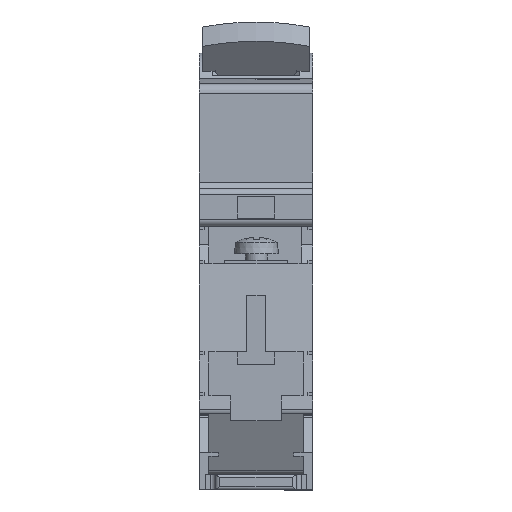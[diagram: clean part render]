
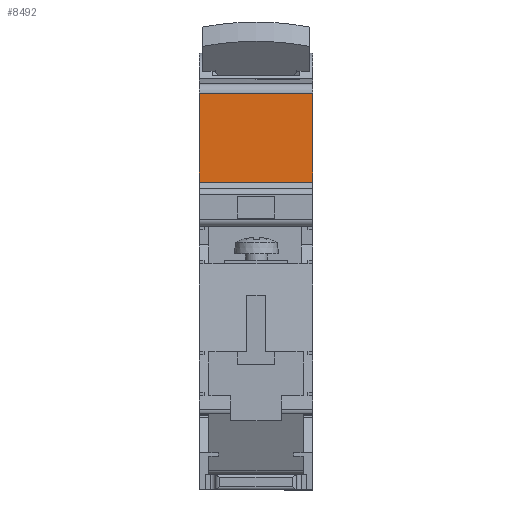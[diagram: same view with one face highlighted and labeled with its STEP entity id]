
A CAD part, front view. The second image highlights one B-rep face of the part: STEP entity #8492.
In plain terms, the highlighted face is planar.
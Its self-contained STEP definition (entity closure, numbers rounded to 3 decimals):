
#255=DIRECTION('',(0.,0.,-1.));
#256=VECTOR('',#255,14.126);
#257=CARTESIAN_POINT('',(-22.5,9.,63.126));
#258=LINE('',#257,#256);
#2500=DIRECTION('',(0.,1.,0.));
#2501=VECTOR('',#2500,18.);
#2502=CARTESIAN_POINT('',(-22.5,-9.,63.126));
#2503=LINE('',#2502,#2501);
#2507=DIRECTION('',(0.,0.,-1.));
#2508=VECTOR('',#2507,14.126);
#2509=CARTESIAN_POINT('',(-22.5,-9.,63.126));
#2510=LINE('',#2509,#2508);
#2514=DIRECTION('',(0.,-1.,0.));
#2515=VECTOR('',#2514,18.);
#2516=CARTESIAN_POINT('',(-22.5,9.,49.));
#2517=LINE('',#2516,#2515);
#5345=CARTESIAN_POINT('',(-22.5,9.,63.126));
#5346=VERTEX_POINT('',#5345);
#5347=CARTESIAN_POINT('',(-22.5,9.,49.));
#5348=VERTEX_POINT('',#5347);
#5541=CARTESIAN_POINT('',(-22.5,-9.,49.));
#5542=VERTEX_POINT('',#5541);
#5543=CARTESIAN_POINT('',(-22.5,-9.,63.126));
#5544=VERTEX_POINT('',#5543);
#8480=CARTESIAN_POINT('',(-22.5,-9.,64.5));
#8481=DIRECTION('',(-1.,0.,0.));
#8482=DIRECTION('',(0.,0.,1.));
#8483=AXIS2_PLACEMENT_3D('',#8480,#8481,#8482);
#8484=PLANE('',#8483);
#8485=ORIENTED_EDGE('',*,*,#6580,.T.);
#8487=ORIENTED_EDGE('',*,*,#8486,.F.);
#8488=ORIENTED_EDGE('',*,*,#6327,.F.);
#8489=ORIENTED_EDGE('',*,*,#8466,.F.);
#8490=EDGE_LOOP('',(#8485,#8487,#8488,#8489));
#8491=FACE_OUTER_BOUND('',#8490,.F.);
#6327=EDGE_CURVE('',#5346,#5348,#258,.T.);
#6580=EDGE_CURVE('',#5544,#5542,#2510,.T.);
#8466=EDGE_CURVE('',#5544,#5346,#2503,.T.);
#8486=EDGE_CURVE('',#5348,#5542,#2517,.T.);
#8492=ADVANCED_FACE('',(#8491),#8484,.T.);
